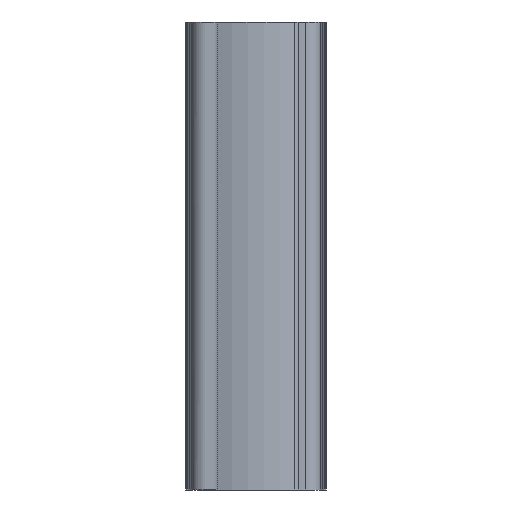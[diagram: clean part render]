
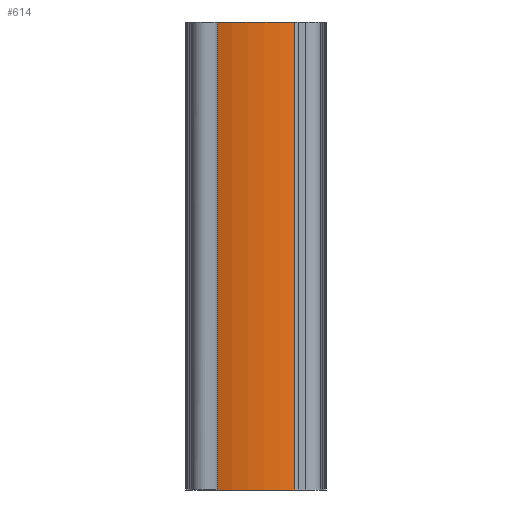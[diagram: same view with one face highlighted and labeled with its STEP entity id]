
A CAD part, front view. The second image highlights one B-rep face of the part: STEP entity #614.
In plain terms, the highlighted cylindrical face has radius 60 mm (diameter 120 mm), a partial arc.
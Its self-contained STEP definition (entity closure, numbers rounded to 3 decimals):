
#57 = ORIENTED_EDGE ( 'NONE', *, *, #2479, .F. ) ;
#112 = AXIS2_PLACEMENT_3D ( 'NONE', #1780, #2385, #3890 ) ;
#289 = DIRECTION ( 'NONE',  ( 0., 0., 1. ) ) ;
#386 = LINE ( 'NONE', #1637, #1848 ) ;
#429 = EDGE_CURVE ( 'NONE', #914, #1712, #557, .T. ) ;
#453 = VERTEX_POINT ( 'NONE', #2341 ) ;
#557 = CIRCLE ( 'NONE', #562, 60. ) ;
#562 = AXIS2_PLACEMENT_3D ( 'NONE', #2945, #1791, #3886 ) ;
#607 = FACE_OUTER_BOUND ( 'NONE', #3820, .T. ) ;
#614 = ADVANCED_FACE ( 'NONE', ( #607 ), #3892, .T. ) ;
#914 = VERTEX_POINT ( 'NONE', #2232 ) ;
#923 = CIRCLE ( 'NONE', #3329, 60. ) ;
#1327 = VERTEX_POINT ( 'NONE', #3054 ) ;
#1333 = DIRECTION ( 'NONE',  ( 0., 0., 1. ) ) ;
#1409 = EDGE_CURVE ( 'NONE', #1327, #1712, #386, .T. ) ;
#1637 = CARTESIAN_POINT ( 'NONE',  ( 20.723, -56.308, 22. ) ) ;
#1642 = DIRECTION ( 'NONE',  ( 0., 0., -1. ) ) ;
#1712 = VERTEX_POINT ( 'NONE', #2018 ) ;
#1713 = ORIENTED_EDGE ( 'NONE', *, *, #2251, .F. ) ;
#1780 = CARTESIAN_POINT ( 'NONE',  ( 0., 0., 22. ) ) ;
#1791 = DIRECTION ( 'NONE',  ( 0., 0., 1. ) ) ;
#1848 = VECTOR ( 'NONE', #1333, 1000. ) ;
#2018 = CARTESIAN_POINT ( 'NONE',  ( 20.723, -56.308, -528. ) ) ;
#2171 = LINE ( 'NONE', #3555, #2587 ) ;
#2232 = CARTESIAN_POINT ( 'NONE',  ( -20.723, -56.308, -528. ) ) ;
#2251 = EDGE_CURVE ( 'NONE', #453, #914, #2171, .T. ) ;
#2325 = ORIENTED_EDGE ( 'NONE', *, *, #429, .F. ) ;
#2341 = CARTESIAN_POINT ( 'NONE',  ( -20.723, -56.308, -778. ) ) ;
#2385 = DIRECTION ( 'NONE',  ( 0., 0., 1. ) ) ;
#2479 = EDGE_CURVE ( 'NONE', #1327, #453, #923, .T. ) ;
#2540 = CARTESIAN_POINT ( 'NONE',  ( 0., 0., -778. ) ) ;
#2587 = VECTOR ( 'NONE', #289, 1000. ) ;
#2945 = CARTESIAN_POINT ( 'NONE',  ( 0., 0., -528. ) ) ;
#3054 = CARTESIAN_POINT ( 'NONE',  ( 20.723, -56.308, -778. ) ) ;
#3329 = AXIS2_PLACEMENT_3D ( 'NONE', #2540, #1642, #3458 ) ;
#3458 = DIRECTION ( 'NONE',  ( -1., 0., 0. ) ) ;
#3555 = CARTESIAN_POINT ( 'NONE',  ( -20.723, -56.308, -778. ) ) ;
#3737 = ORIENTED_EDGE ( 'NONE', *, *, #1409, .T. ) ;
#3820 = EDGE_LOOP ( 'NONE', ( #2325, #1713, #57, #3737 ) ) ;
#3886 = DIRECTION ( 'NONE',  ( 1., 0., 0. ) ) ;
#3890 = DIRECTION ( 'NONE',  ( 1., 0., 0. ) ) ;
#3892 = CYLINDRICAL_SURFACE ( 'NONE', #112, 60. ) ;
